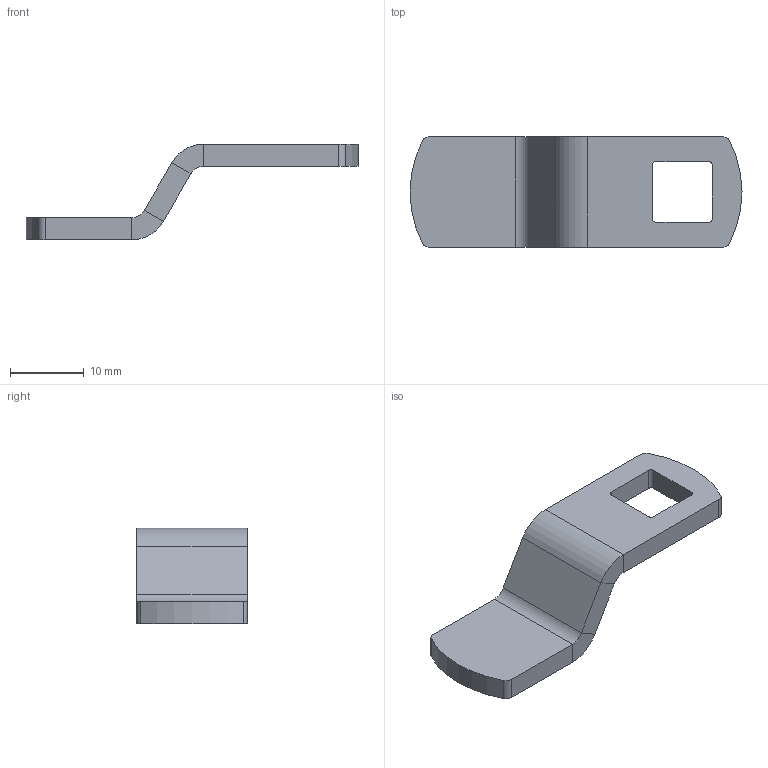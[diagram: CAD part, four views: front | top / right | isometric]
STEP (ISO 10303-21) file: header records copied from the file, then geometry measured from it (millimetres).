
FILE_DESCRIPTION (( 'STEP AP203' ), '1' );
FILE_NAME ('Låsregel 13.STEP', '2019-02-26T10:21:27', ( '' ), ( '' ), 'SwSTEP 2.0', 'SolidWorks 2017', '' );
FILE_SCHEMA (( 'CONFIG_CONTROL_DESIGN' ));
Length unit declared in the file: millimetre
Products named in the file (1): Låsregel 13
Bounding box: 45.1 x 15 x 13 mm (x, y, z)
Volume: 1995.4 mm3; surface area: 1795.6 mm2
Topology: 1 solids, 1 shells, 35 faces, 83 edges, 50 vertices
Faces by surface type: plane 20, cylinder 15
Entity records: 1080 total; most frequent: DIRECTION 185, CARTESIAN_POINT 169, ORIENTED_EDGE 166, EDGE_CURVE 83, AXIS2_PLACEMENT_3D 66, VECTOR 53, LINE 53, VERTEX_POINT 50
